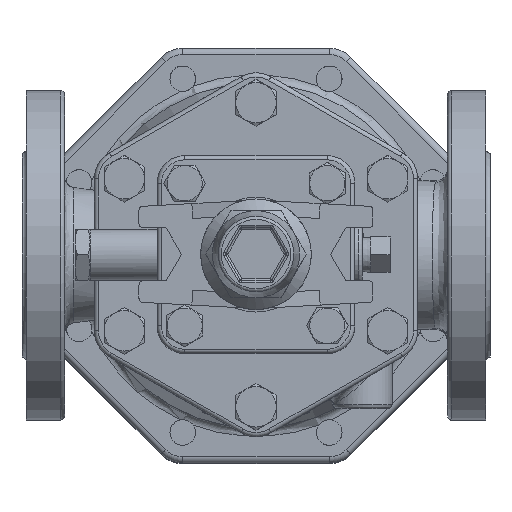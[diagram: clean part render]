
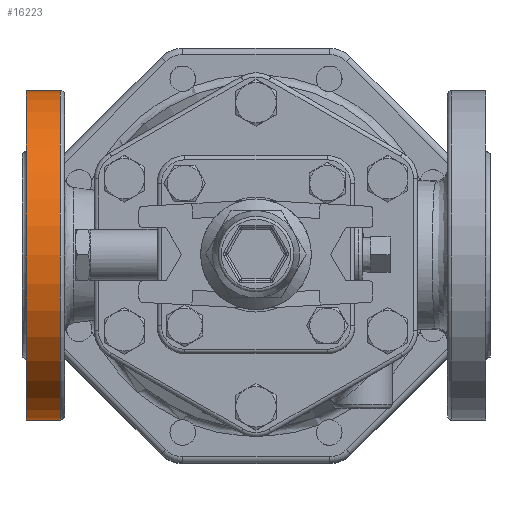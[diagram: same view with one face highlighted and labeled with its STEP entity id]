
A CAD part, top view. The second image highlights one B-rep face of the part: STEP entity #16223.
In plain terms, the highlighted cylindrical face has radius 77.5 mm (diameter 155 mm), a full revolution.
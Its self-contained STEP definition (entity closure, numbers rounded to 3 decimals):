
#3282=FACE_BOUND('',#5404,.T.);
#4177=FACE_OUTER_BOUND('',#5403,.T.);
#5403=EDGE_LOOP('',(#13821));
#5404=EDGE_LOOP('',(#13822));
#6405=CIRCLE('',#17833,77.5);
#6410=CIRCLE('',#17839,77.5);
#7883=VERTEX_POINT('',#38469);
#7888=VERTEX_POINT('',#38480);
#9982=EDGE_CURVE('',#7883,#7883,#6405,.T.);
#9987=EDGE_CURVE('',#7888,#7888,#6410,.T.);
#13821=ORIENTED_EDGE('',*,*,#9987,.F.);
#13822=ORIENTED_EDGE('',*,*,#9982,.T.);
#15317=CYLINDRICAL_SURFACE('',#17838,77.5);
#16223=ADVANCED_FACE('',(#4177,#3282),#15317,.T.);
#17833=AXIS2_PLACEMENT_3D('',#38470,#21719,#21720);
#17838=AXIS2_PLACEMENT_3D('',#38479,#21729,#21730);
#17839=AXIS2_PLACEMENT_3D('',#38481,#21731,#21732);
#21719=DIRECTION('center_axis',(1.,0.,0.));
#21720=DIRECTION('ref_axis',(0.,0.,-1.));
#21729=DIRECTION('center_axis',(1.,0.,0.));
#21730=DIRECTION('ref_axis',(0.,0.,-1.));
#21731=DIRECTION('center_axis',(1.,0.,0.));
#21732=DIRECTION('ref_axis',(0.,0.,-1.));
#38469=CARTESIAN_POINT('',(-108.,0.,348.5));
#38470=CARTESIAN_POINT('Origin',(-108.,0.,271.));
#38479=CARTESIAN_POINT('Origin',(-110.,0.,271.));
#38480=CARTESIAN_POINT('',(-92.,0.,348.5));
#38481=CARTESIAN_POINT('Origin',(-92.,0.,271.));
